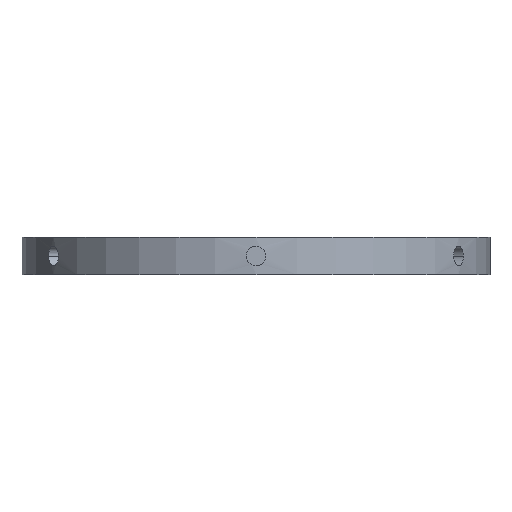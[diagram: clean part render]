
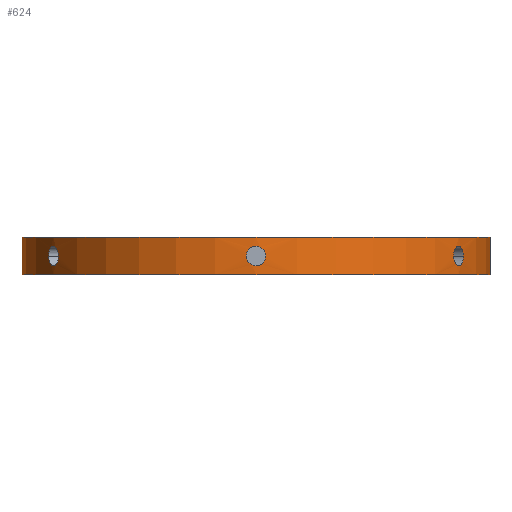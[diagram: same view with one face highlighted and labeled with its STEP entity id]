
A CAD part, front view. The second image highlights one B-rep face of the part: STEP entity #624.
In plain terms, the highlighted cylindrical face has radius 50 mm (diameter 100 mm), a partial arc.
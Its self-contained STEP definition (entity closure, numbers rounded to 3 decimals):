
#454=CARTESIAN_POINT('Control Point',(2.1,-49.956,0.)) ;
#455=CARTESIAN_POINT('Control Point',(2.1,-49.956,-0.537)) ;
#456=CARTESIAN_POINT('Control Point',(1.928,-49.963,-1.075)) ;
#457=CARTESIAN_POINT('Control Point',(1.583,-49.978,-1.538)) ;
#458=CARTESIAN_POINT('Control Point',(0.885,-49.996,-2.017)) ;
#459=CARTESIAN_POINT('Control Point',(0.074,-50.001,-2.125)) ;
#460=CARTESIAN_POINT('Control Point',(-0.2,-50.001,-2.117)) ;
#461=CARTESIAN_POINT('Control Point',(-0.978,-49.994,-1.966)) ;
#462=CARTESIAN_POINT('Control Point',(-1.63,-49.976,-1.474)) ;
#463=CARTESIAN_POINT('Control Point',(-1.944,-49.962,-1.025)) ;
#464=CARTESIAN_POINT('Control Point',(-2.1,-49.956,-0.513)) ;
#465=CARTESIAN_POINT('Control Point',(-2.1,-49.956,0.)) ;
#466=CARTESIAN_POINT('Vertex',(2.1,-49.956,0.)) ;
#468=CARTESIAN_POINT('Vertex',(-2.1,-49.956,0.)) ;
#489=CARTESIAN_POINT('Control Point',(-2.1,-49.956,0.)) ;
#490=CARTESIAN_POINT('Control Point',(-2.1,-49.956,0.537)) ;
#491=CARTESIAN_POINT('Control Point',(-1.928,-49.963,1.075)) ;
#492=CARTESIAN_POINT('Control Point',(-1.583,-49.978,1.538)) ;
#493=CARTESIAN_POINT('Control Point',(-0.885,-49.996,2.017)) ;
#494=CARTESIAN_POINT('Control Point',(-0.074,-50.001,2.125)) ;
#495=CARTESIAN_POINT('Control Point',(0.2,-50.001,2.117)) ;
#496=CARTESIAN_POINT('Control Point',(0.978,-49.994,1.966)) ;
#497=CARTESIAN_POINT('Control Point',(1.63,-49.976,1.474)) ;
#498=CARTESIAN_POINT('Control Point',(1.944,-49.962,1.025)) ;
#499=CARTESIAN_POINT('Control Point',(2.1,-49.956,0.513)) ;
#500=CARTESIAN_POINT('Control Point',(2.1,-49.956,0.)) ;
#509=CARTESIAN_POINT('Axis2P3D Location',(0.,0.,0.)) ;
#514=CARTESIAN_POINT('Line Origine',(-50.,0.,-0.66)) ;
#518=CARTESIAN_POINT('Vertex',(-50.,0.,-4.)) ;
#520=CARTESIAN_POINT('Vertex',(-50.,0.,4.)) ;
#523=CARTESIAN_POINT('Axis2P3D Location',(0.,0.,-4.)) ;
#527=CARTESIAN_POINT('Vertex',(50.,0.,-4.)) ;
#530=CARTESIAN_POINT('Line Origine',(50.,0.,-0.66)) ;
#534=CARTESIAN_POINT('Vertex',(50.,0.,4.)) ;
#537=CARTESIAN_POINT('Axis2P3D Location',(0.,0.,4.)) ;
#553=CARTESIAN_POINT('Control Point',(44.313,-23.159,0.)) ;
#554=CARTESIAN_POINT('Control Point',(44.313,-23.159,-0.537)) ;
#555=CARTESIAN_POINT('Control Point',(44.233,-23.312,-1.075)) ;
#556=CARTESIAN_POINT('Control Point',(44.074,-23.618,-1.538)) ;
#557=CARTESIAN_POINT('Control Point',(43.74,-24.232,-2.017)) ;
#558=CARTESIAN_POINT('Control Point',(43.339,-24.936,-2.125)) ;
#559=CARTESIAN_POINT('Control Point',(43.202,-25.173,-2.117)) ;
#560=CARTESIAN_POINT('Control Point',(42.807,-25.844,-1.966)) ;
#561=CARTESIAN_POINT('Control Point',(42.465,-26.4,-1.474)) ;
#562=CARTESIAN_POINT('Control Point',(42.297,-26.664,-1.025)) ;
#563=CARTESIAN_POINT('Control Point',(42.213,-26.797,-0.513)) ;
#564=CARTESIAN_POINT('Control Point',(42.213,-26.797,0.)) ;
#565=CARTESIAN_POINT('Vertex',(44.313,-23.159,0.)) ;
#567=CARTESIAN_POINT('Vertex',(42.213,-26.797,0.)) ;
#571=CARTESIAN_POINT('Control Point',(42.213,-26.797,0.)) ;
#572=CARTESIAN_POINT('Control Point',(42.213,-26.797,0.537)) ;
#573=CARTESIAN_POINT('Control Point',(42.305,-26.651,1.075)) ;
#574=CARTESIAN_POINT('Control Point',(42.491,-26.36,1.538)) ;
#575=CARTESIAN_POINT('Control Point',(42.856,-25.764,2.017)) ;
#576=CARTESIAN_POINT('Control Point',(43.265,-25.065,2.125)) ;
#577=CARTESIAN_POINT('Control Point',(43.402,-24.827,2.117)) ;
#578=CARTESIAN_POINT('Control Point',(43.785,-24.151,1.966)) ;
#579=CARTESIAN_POINT('Control Point',(44.095,-23.576,1.474)) ;
#580=CARTESIAN_POINT('Control Point',(44.241,-23.298,1.025)) ;
#581=CARTESIAN_POINT('Control Point',(44.313,-23.159,0.513)) ;
#582=CARTESIAN_POINT('Control Point',(44.313,-23.159,0.)) ;
#589=CARTESIAN_POINT('Control Point',(-42.213,-26.797,0.)) ;
#590=CARTESIAN_POINT('Control Point',(-42.213,-26.797,-0.537)) ;
#591=CARTESIAN_POINT('Control Point',(-42.305,-26.651,-1.075)) ;
#592=CARTESIAN_POINT('Control Point',(-42.491,-26.36,-1.538)) ;
#593=CARTESIAN_POINT('Control Point',(-42.856,-25.764,-2.017)) ;
#594=CARTESIAN_POINT('Control Point',(-43.265,-25.065,-2.125)) ;
#595=CARTESIAN_POINT('Control Point',(-43.402,-24.827,-2.117)) ;
#596=CARTESIAN_POINT('Control Point',(-43.785,-24.151,-1.966)) ;
#597=CARTESIAN_POINT('Control Point',(-44.095,-23.576,-1.474)) ;
#598=CARTESIAN_POINT('Control Point',(-44.241,-23.298,-1.025)) ;
#599=CARTESIAN_POINT('Control Point',(-44.313,-23.159,-0.513)) ;
#600=CARTESIAN_POINT('Control Point',(-44.313,-23.159,0.)) ;
#601=CARTESIAN_POINT('Vertex',(-42.213,-26.797,0.)) ;
#603=CARTESIAN_POINT('Vertex',(-44.313,-23.159,0.)) ;
#607=CARTESIAN_POINT('Control Point',(-44.313,-23.159,0.)) ;
#608=CARTESIAN_POINT('Control Point',(-44.313,-23.159,0.537)) ;
#609=CARTESIAN_POINT('Control Point',(-44.233,-23.312,1.075)) ;
#610=CARTESIAN_POINT('Control Point',(-44.074,-23.618,1.538)) ;
#611=CARTESIAN_POINT('Control Point',(-43.74,-24.232,2.017)) ;
#612=CARTESIAN_POINT('Control Point',(-43.339,-24.936,2.125)) ;
#613=CARTESIAN_POINT('Control Point',(-43.202,-25.173,2.117)) ;
#614=CARTESIAN_POINT('Control Point',(-42.807,-25.844,1.966)) ;
#615=CARTESIAN_POINT('Control Point',(-42.465,-26.4,1.474)) ;
#616=CARTESIAN_POINT('Control Point',(-42.297,-26.664,1.025)) ;
#617=CARTESIAN_POINT('Control Point',(-42.213,-26.797,0.513)) ;
#618=CARTESIAN_POINT('Control Point',(-42.213,-26.797,0.)) ;
#510=DIRECTION('Axis2P3D Direction',(0.,0.,1.)) ;
#511=DIRECTION('Axis2P3D XDirection',(1.,0.,0.)) ;
#515=DIRECTION('Vector Direction',(0.,0.,1.)) ;
#524=DIRECTION('Axis2P3D Direction',(0.,0.,1.)) ;
#531=DIRECTION('Vector Direction',(0.,0.,1.)) ;
#538=DIRECTION('Axis2P3D Direction',(0.,0.,1.)) ;
#512=AXIS2_PLACEMENT_3D('Cylinder Axis2P3D',#509,#510,#511) ;
#525=AXIS2_PLACEMENT_3D('Circle Axis2P3D',#523,#524,$) ;
#539=AXIS2_PLACEMENT_3D('Circle Axis2P3D',#537,#538,$) ;
#543=ORIENTED_EDGE('',*,*,#522,.F.) ;
#544=ORIENTED_EDGE('',*,*,#529,.T.) ;
#545=ORIENTED_EDGE('',*,*,#536,.T.) ;
#546=ORIENTED_EDGE('',*,*,#541,.F.) ;
#549=ORIENTED_EDGE('',*,*,#470,.T.) ;
#550=ORIENTED_EDGE('',*,*,#501,.T.) ;
#585=ORIENTED_EDGE('',*,*,#569,.T.) ;
#586=ORIENTED_EDGE('',*,*,#583,.T.) ;
#621=ORIENTED_EDGE('',*,*,#605,.T.) ;
#622=ORIENTED_EDGE('',*,*,#619,.T.) ;
#551=FACE_BOUND('',#548,.T.) ;
#587=FACE_BOUND('',#584,.T.) ;
#623=FACE_BOUND('',#620,.T.) ;
#516=VECTOR('Line Direction',#515,1.) ;
#532=VECTOR('Line Direction',#531,1.) ;
#624=ADVANCED_FACE('Corps principal',(#547,#551,#587,#623),#513,.T.) ;
#453=B_SPLINE_CURVE_WITH_KNOTS('',5,(#454,#455,#456,#457,#458,#459,#460,#461,#462,#463,#464,#465),.UNSPECIFIED.,.F.,.U.,(6,3,3,6),(0.,3.8,5.706,9.331),.UNSPECIFIED.) ;
#488=B_SPLINE_CURVE_WITH_KNOTS('',5,(#489,#490,#491,#492,#493,#494,#495,#496,#497,#498,#499,#500),.UNSPECIFIED.,.F.,.U.,(6,3,3,6),(0.,3.8,5.706,9.331),.UNSPECIFIED.) ;
#552=B_SPLINE_CURVE_WITH_KNOTS('',5,(#553,#554,#555,#556,#557,#558,#559,#560,#561,#562,#563,#564),.UNSPECIFIED.,.F.,.U.,(6,3,3,6),(0.,3.8,5.706,9.331),.UNSPECIFIED.) ;
#570=B_SPLINE_CURVE_WITH_KNOTS('',5,(#571,#572,#573,#574,#575,#576,#577,#578,#579,#580,#581,#582),.UNSPECIFIED.,.F.,.U.,(6,3,3,6),(0.,3.8,5.706,9.331),.UNSPECIFIED.) ;
#588=B_SPLINE_CURVE_WITH_KNOTS('',5,(#589,#590,#591,#592,#593,#594,#595,#596,#597,#598,#599,#600),.UNSPECIFIED.,.F.,.U.,(6,3,3,6),(0.,3.8,5.706,9.331),.UNSPECIFIED.) ;
#606=B_SPLINE_CURVE_WITH_KNOTS('',5,(#607,#608,#609,#610,#611,#612,#613,#614,#615,#616,#617,#618),.UNSPECIFIED.,.F.,.U.,(6,3,3,6),(0.,3.8,5.706,9.331),.UNSPECIFIED.) ;
#526=CIRCLE('generated circle',#525,50.) ;
#540=CIRCLE('generated circle',#539,50.) ;
#513=CYLINDRICAL_SURFACE('generated cylinder',#512,50.) ;
#470=EDGE_CURVE('',#467,#469,#453,.T.) ;
#501=EDGE_CURVE('',#469,#467,#488,.T.) ;
#522=EDGE_CURVE('',#519,#521,#517,.T.) ;
#529=EDGE_CURVE('',#519,#528,#526,.T.) ;
#536=EDGE_CURVE('',#528,#535,#533,.T.) ;
#541=EDGE_CURVE('',#521,#535,#540,.T.) ;
#569=EDGE_CURVE('',#566,#568,#552,.T.) ;
#583=EDGE_CURVE('',#568,#566,#570,.T.) ;
#605=EDGE_CURVE('',#602,#604,#588,.T.) ;
#619=EDGE_CURVE('',#604,#602,#606,.T.) ;
#542=EDGE_LOOP('',(#543,#544,#545,#546)) ;
#548=EDGE_LOOP('',(#549,#550)) ;
#584=EDGE_LOOP('',(#585,#586)) ;
#620=EDGE_LOOP('',(#621,#622)) ;
#547=FACE_OUTER_BOUND('',#542,.T.) ;
#517=LINE('Line',#514,#516) ;
#533=LINE('Line',#530,#532) ;
#467=VERTEX_POINT('',#466) ;
#469=VERTEX_POINT('',#468) ;
#519=VERTEX_POINT('',#518) ;
#521=VERTEX_POINT('',#520) ;
#528=VERTEX_POINT('',#527) ;
#535=VERTEX_POINT('',#534) ;
#566=VERTEX_POINT('',#565) ;
#568=VERTEX_POINT('',#567) ;
#602=VERTEX_POINT('',#601) ;
#604=VERTEX_POINT('',#603) ;
